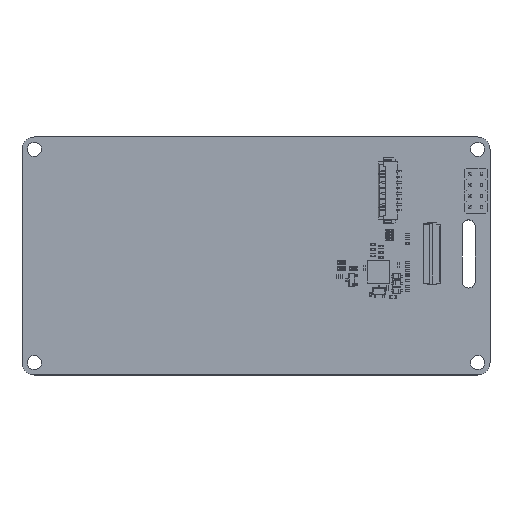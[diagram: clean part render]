
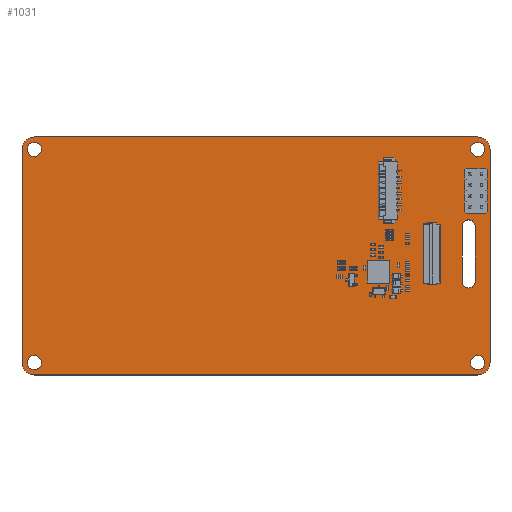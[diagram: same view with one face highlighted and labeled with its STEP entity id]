
A CAD part, top view. The second image highlights one B-rep face of the part: STEP entity #1031.
In plain terms, the highlighted planar face has unit normal (0, 0, 1).
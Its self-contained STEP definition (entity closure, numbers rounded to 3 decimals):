
#200 = VERTEX_POINT('',#201);
#201 = CARTESIAN_POINT('',(216.444,153.262,1.691));
#207 = EDGE_CURVE('',#200,#208,#210,.T.);
#208 = VERTEX_POINT('',#209);
#209 = CARTESIAN_POINT('',(216.444,201.462,1.691));
#210 = LINE('',#211,#212);
#211 = CARTESIAN_POINT('',(216.444,153.262,1.691));
#212 = VECTOR('',#213,1.);
#213 = DIRECTION('',(0.,1.,0.));
#238 = EDGE_CURVE('',#208,#239,#241,.T.);
#239 = VERTEX_POINT('',#240);
#240 = CARTESIAN_POINT('',(219.244,204.262,1.691));
#241 = CIRCLE('',#242,2.8);
#242 = AXIS2_PLACEMENT_3D('',#243,#244,#245);
#243 = CARTESIAN_POINT('',(219.244,201.462,1.691));
#244 = DIRECTION('',(0.,0.,-1.));
#245 = DIRECTION('',(-1.,0.,-0.));
#271 = EDGE_CURVE('',#239,#272,#274,.T.);
#272 = VERTEX_POINT('',#273);
#273 = CARTESIAN_POINT('',(319.434,204.262,1.691));
#274 = LINE('',#275,#276);
#275 = CARTESIAN_POINT('',(219.244,204.262,1.691));
#276 = VECTOR('',#277,1.);
#277 = DIRECTION('',(1.,0.,0.));
#302 = EDGE_CURVE('',#272,#303,#305,.T.);
#303 = VERTEX_POINT('',#304);
#304 = CARTESIAN_POINT('',(322.234,201.462,1.691));
#305 = CIRCLE('',#306,2.8);
#306 = AXIS2_PLACEMENT_3D('',#307,#308,#309);
#307 = CARTESIAN_POINT('',(319.434,201.462,1.691));
#308 = DIRECTION('',(0.,0.,-1.));
#309 = DIRECTION('',(0.,1.,0.));
#335 = EDGE_CURVE('',#303,#336,#338,.T.);
#336 = VERTEX_POINT('',#337);
#337 = CARTESIAN_POINT('',(322.234,153.262,1.691));
#338 = LINE('',#339,#340);
#339 = CARTESIAN_POINT('',(322.234,201.462,1.691));
#340 = VECTOR('',#341,1.);
#341 = DIRECTION('',(0.,-1.,0.));
#366 = EDGE_CURVE('',#336,#367,#369,.T.);
#367 = VERTEX_POINT('',#368);
#368 = CARTESIAN_POINT('',(319.434,150.462,1.691));
#369 = CIRCLE('',#370,2.801);
#370 = AXIS2_PLACEMENT_3D('',#371,#372,#373);
#371 = CARTESIAN_POINT('',(319.433,153.263,1.691));
#372 = DIRECTION('',(0.,0.,-1.));
#373 = DIRECTION('',(1.,0.,0.));
#399 = EDGE_CURVE('',#367,#400,#402,.T.);
#400 = VERTEX_POINT('',#401);
#401 = CARTESIAN_POINT('',(219.244,150.462,1.691));
#402 = LINE('',#403,#404);
#403 = CARTESIAN_POINT('',(319.434,150.462,1.691));
#404 = VECTOR('',#405,1.);
#405 = DIRECTION('',(-1.,0.,0.));
#430 = EDGE_CURVE('',#400,#200,#431,.T.);
#431 = CIRCLE('',#432,2.801);
#432 = AXIS2_PLACEMENT_3D('',#433,#434,#435);
#433 = CARTESIAN_POINT('',(219.245,153.263,1.691));
#434 = DIRECTION('',(0.,0.,-1.));
#435 = DIRECTION('',(0.,-1.,-0.));
#456 = VERTEX_POINT('',#457);
#457 = CARTESIAN_POINT('',(220.844,153.262,1.691));
#463 = EDGE_CURVE('',#456,#456,#464,.T.);
#464 = CIRCLE('',#465,1.6);
#465 = AXIS2_PLACEMENT_3D('',#466,#467,#468);
#466 = CARTESIAN_POINT('',(219.244,153.262,1.691));
#467 = DIRECTION('',(0.,0.,1.));
#468 = DIRECTION('',(1.,0.,-0.));
#489 = VERTEX_POINT('',#490);
#490 = CARTESIAN_POINT('',(318.919,171.623,1.691));
#496 = EDGE_CURVE('',#489,#497,#499,.T.);
#497 = VERTEX_POINT('',#498);
#498 = CARTESIAN_POINT('',(315.919,171.623,1.691));
#499 = CIRCLE('',#500,1.5);
#500 = AXIS2_PLACEMENT_3D('',#501,#502,#503);
#501 = CARTESIAN_POINT('',(317.419,171.623,1.691));
#502 = DIRECTION('',(0.,0.,-1.));
#503 = DIRECTION('',(1.,0.,0.));
#531 = VERTEX_POINT('',#532);
#532 = CARTESIAN_POINT('',(318.919,184.023,1.691));
#538 = EDGE_CURVE('',#531,#489,#539,.T.);
#539 = LINE('',#540,#541);
#540 = CARTESIAN_POINT('',(318.919,184.023,1.691));
#541 = VECTOR('',#542,1.);
#542 = DIRECTION('',(0.,-1.,0.));
#562 = VERTEX_POINT('',#563);
#563 = CARTESIAN_POINT('',(315.919,184.023,1.691));
#569 = EDGE_CURVE('',#562,#531,#570,.T.);
#570 = CIRCLE('',#571,1.5);
#571 = AXIS2_PLACEMENT_3D('',#572,#573,#574);
#572 = CARTESIAN_POINT('',(317.419,184.023,1.691));
#573 = DIRECTION('',(0.,0.,-1.));
#574 = DIRECTION('',(-1.,0.,0.));
#593 = EDGE_CURVE('',#497,#562,#594,.T.);
#594 = LINE('',#595,#596);
#595 = CARTESIAN_POINT('',(315.919,171.623,1.691));
#596 = VECTOR('',#597,1.);
#597 = DIRECTION('',(0.,1.,0.));
#617 = VERTEX_POINT('',#618);
#618 = CARTESIAN_POINT('',(318.17,188.342,1.691));
#624 = EDGE_CURVE('',#617,#617,#625,.T.);
#625 = CIRCLE('',#626,0.406);
#626 = AXIS2_PLACEMENT_3D('',#627,#628,#629);
#627 = CARTESIAN_POINT('',(317.764,188.342,1.691));
#628 = DIRECTION('',(0.,0.,1.));
#629 = DIRECTION('',(1.,0.,-0.));
#650 = VERTEX_POINT('',#651);
#651 = CARTESIAN_POINT('',(220.844,201.462,1.691));
#657 = EDGE_CURVE('',#650,#650,#658,.T.);
#658 = CIRCLE('',#659,1.6);
#659 = AXIS2_PLACEMENT_3D('',#660,#661,#662);
#660 = CARTESIAN_POINT('',(219.244,201.462,1.691));
#661 = DIRECTION('',(0.,0.,1.));
#662 = DIRECTION('',(1.,0.,-0.));
#683 = VERTEX_POINT('',#684);
#684 = CARTESIAN_POINT('',(318.17,193.422,1.691));
#690 = EDGE_CURVE('',#683,#683,#691,.T.);
#691 = CIRCLE('',#692,0.406);
#692 = AXIS2_PLACEMENT_3D('',#693,#694,#695);
#693 = CARTESIAN_POINT('',(317.764,193.422,1.691));
#694 = DIRECTION('',(0.,0.,1.));
#695 = DIRECTION('',(1.,0.,-0.));
#716 = VERTEX_POINT('',#717);
#717 = CARTESIAN_POINT('',(318.17,195.962,1.691));
#723 = EDGE_CURVE('',#716,#716,#724,.T.);
#724 = CIRCLE('',#725,0.406);
#725 = AXIS2_PLACEMENT_3D('',#726,#727,#728);
#726 = CARTESIAN_POINT('',(317.764,195.962,1.691));
#727 = DIRECTION('',(0.,0.,1.));
#728 = DIRECTION('',(1.,0.,-0.));
#749 = VERTEX_POINT('',#750);
#750 = CARTESIAN_POINT('',(318.17,190.882,1.691));
#756 = EDGE_CURVE('',#749,#749,#757,.T.);
#757 = CIRCLE('',#758,0.406);
#758 = AXIS2_PLACEMENT_3D('',#759,#760,#761);
#759 = CARTESIAN_POINT('',(317.764,190.882,1.691));
#760 = DIRECTION('',(0.,0.,1.));
#761 = DIRECTION('',(1.,0.,-0.));
#782 = VERTEX_POINT('',#783);
#783 = CARTESIAN_POINT('',(321.034,153.262,1.691));
#789 = EDGE_CURVE('',#782,#782,#790,.T.);
#790 = CIRCLE('',#791,1.6);
#791 = AXIS2_PLACEMENT_3D('',#792,#793,#794);
#792 = CARTESIAN_POINT('',(319.434,153.262,1.691));
#793 = DIRECTION('',(0.,0.,1.));
#794 = DIRECTION('',(1.,0.,-0.));
#815 = VERTEX_POINT('',#816);
#816 = CARTESIAN_POINT('',(320.71,188.342,1.691));
#822 = EDGE_CURVE('',#815,#815,#823,.T.);
#823 = CIRCLE('',#824,0.406);
#824 = AXIS2_PLACEMENT_3D('',#825,#826,#827);
#825 = CARTESIAN_POINT('',(320.304,188.342,1.691));
#826 = DIRECTION('',(0.,0.,1.));
#827 = DIRECTION('',(1.,0.,-0.));
#848 = VERTEX_POINT('',#849);
#849 = CARTESIAN_POINT('',(320.71,190.882,1.691));
#855 = EDGE_CURVE('',#848,#848,#856,.T.);
#856 = CIRCLE('',#857,0.406);
#857 = AXIS2_PLACEMENT_3D('',#858,#859,#860);
#858 = CARTESIAN_POINT('',(320.304,190.882,1.691));
#859 = DIRECTION('',(0.,0.,1.));
#860 = DIRECTION('',(1.,0.,-0.));
#881 = VERTEX_POINT('',#882);
#882 = CARTESIAN_POINT('',(320.71,193.422,1.691));
#888 = EDGE_CURVE('',#881,#881,#889,.T.);
#889 = CIRCLE('',#890,0.406);
#890 = AXIS2_PLACEMENT_3D('',#891,#892,#893);
#891 = CARTESIAN_POINT('',(320.304,193.422,1.691));
#892 = DIRECTION('',(0.,0.,1.));
#893 = DIRECTION('',(1.,0.,-0.));
#914 = VERTEX_POINT('',#915);
#915 = CARTESIAN_POINT('',(320.71,195.962,1.691));
#921 = EDGE_CURVE('',#914,#914,#922,.T.);
#922 = CIRCLE('',#923,0.406);
#923 = AXIS2_PLACEMENT_3D('',#924,#925,#926);
#924 = CARTESIAN_POINT('',(320.304,195.962,1.691));
#925 = DIRECTION('',(0.,0.,1.));
#926 = DIRECTION('',(1.,0.,-0.));
#947 = VERTEX_POINT('',#948);
#948 = CARTESIAN_POINT('',(321.034,201.462,1.691));
#954 = EDGE_CURVE('',#947,#947,#955,.T.);
#955 = CIRCLE('',#956,1.6);
#956 = AXIS2_PLACEMENT_3D('',#957,#958,#959);
#957 = CARTESIAN_POINT('',(319.434,201.462,1.691));
#958 = DIRECTION('',(0.,0.,1.));
#959 = DIRECTION('',(1.,0.,-0.));
#1031 = ADVANCED_FACE('',(#1032,#1042,#1045,#1051,#1054,#1057,#1060,
    #1063,#1066,#1069,#1072,#1075,#1078,#1081),#1084,.F.);
#1032 = FACE_BOUND('',#1033,.F.);
#1033 = EDGE_LOOP('',(#1034,#1035,#1036,#1037,#1038,#1039,#1040,#1041));
#1034 = ORIENTED_EDGE('',*,*,#207,.T.);
#1035 = ORIENTED_EDGE('',*,*,#238,.T.);
#1036 = ORIENTED_EDGE('',*,*,#271,.T.);
#1037 = ORIENTED_EDGE('',*,*,#302,.T.);
#1038 = ORIENTED_EDGE('',*,*,#335,.T.);
#1039 = ORIENTED_EDGE('',*,*,#366,.T.);
#1040 = ORIENTED_EDGE('',*,*,#399,.T.);
#1041 = ORIENTED_EDGE('',*,*,#430,.T.);
#1042 = FACE_BOUND('',#1043,.F.);
#1043 = EDGE_LOOP('',(#1044));
#1044 = ORIENTED_EDGE('',*,*,#463,.T.);
#1045 = FACE_BOUND('',#1046,.F.);
#1046 = EDGE_LOOP('',(#1047,#1048,#1049,#1050));
#1047 = ORIENTED_EDGE('',*,*,#496,.F.);
#1048 = ORIENTED_EDGE('',*,*,#538,.F.);
#1049 = ORIENTED_EDGE('',*,*,#569,.F.);
#1050 = ORIENTED_EDGE('',*,*,#593,.F.);
#1051 = FACE_BOUND('',#1052,.F.);
#1052 = EDGE_LOOP('',(#1053));
#1053 = ORIENTED_EDGE('',*,*,#624,.T.);
#1054 = FACE_BOUND('',#1055,.F.);
#1055 = EDGE_LOOP('',(#1056));
#1056 = ORIENTED_EDGE('',*,*,#657,.T.);
#1057 = FACE_BOUND('',#1058,.F.);
#1058 = EDGE_LOOP('',(#1059));
#1059 = ORIENTED_EDGE('',*,*,#690,.T.);
#1060 = FACE_BOUND('',#1061,.F.);
#1061 = EDGE_LOOP('',(#1062));
#1062 = ORIENTED_EDGE('',*,*,#723,.T.);
#1063 = FACE_BOUND('',#1064,.F.);
#1064 = EDGE_LOOP('',(#1065));
#1065 = ORIENTED_EDGE('',*,*,#756,.T.);
#1066 = FACE_BOUND('',#1067,.F.);
#1067 = EDGE_LOOP('',(#1068));
#1068 = ORIENTED_EDGE('',*,*,#789,.T.);
#1069 = FACE_BOUND('',#1070,.F.);
#1070 = EDGE_LOOP('',(#1071));
#1071 = ORIENTED_EDGE('',*,*,#822,.T.);
#1072 = FACE_BOUND('',#1073,.F.);
#1073 = EDGE_LOOP('',(#1074));
#1074 = ORIENTED_EDGE('',*,*,#855,.T.);
#1075 = FACE_BOUND('',#1076,.F.);
#1076 = EDGE_LOOP('',(#1077));
#1077 = ORIENTED_EDGE('',*,*,#888,.T.);
#1078 = FACE_BOUND('',#1079,.F.);
#1079 = EDGE_LOOP('',(#1080));
#1080 = ORIENTED_EDGE('',*,*,#921,.T.);
#1081 = FACE_BOUND('',#1082,.F.);
#1082 = EDGE_LOOP('',(#1083));
#1083 = ORIENTED_EDGE('',*,*,#954,.T.);
#1084 = PLANE('',#1085);
#1085 = AXIS2_PLACEMENT_3D('',#1086,#1087,#1088);
#1086 = CARTESIAN_POINT('',(269.339,177.362,1.691));
#1087 = DIRECTION('',(-0.,-0.,-1.));
#1088 = DIRECTION('',(-1.,0.,0.));
